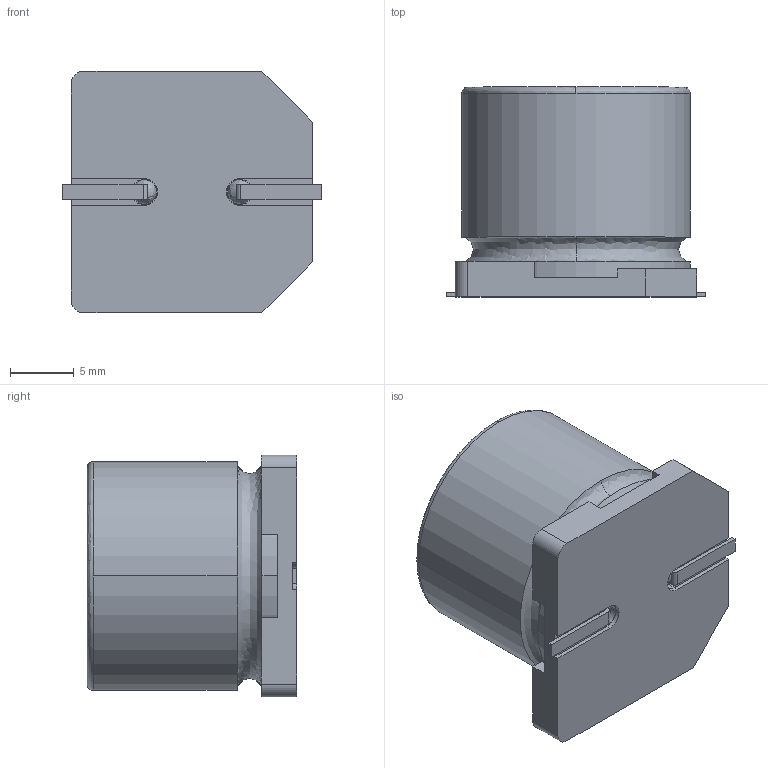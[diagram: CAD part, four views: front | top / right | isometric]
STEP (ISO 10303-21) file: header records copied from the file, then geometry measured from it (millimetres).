
FILE_DESCRIPTION (( 'STEP AP214' ), '1' );
FILE_NAME ('EEVTG2A331M.STEP', '2021-07-07T16:53:59', ( '' ), ( '' ), 'SwSTEP 2.0', 'SolidWorks 2017', '' );
FILE_SCHEMA (( 'AUTOMOTIVE_DESIGN' ));
Length unit declared in the file: millimetre
Products named in the file (1): EEVTG2A331M
Bounding box: 20.4 x 16.5 x 19 mm (x, y, z)
Volume: 4330.4 mm3; surface area: 2365.8 mm2
Topology: 4 solids, 4 shells, 77 faces, 202 edges, 132 vertices
Faces by surface type: plane 49, cylinder 22, bspline 6
Entity records: 3348 total; most frequent: CARTESIAN_POINT 528, ORIENTED_EDGE 396, DIRECTION 394, EDGE_CURVE 198, LINE 134, VECTOR 134, VERTEX_POINT 132, AXIS2_PLACEMENT_3D 130
